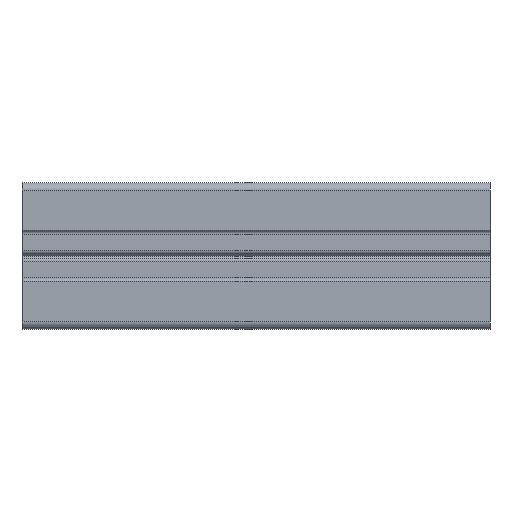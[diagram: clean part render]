
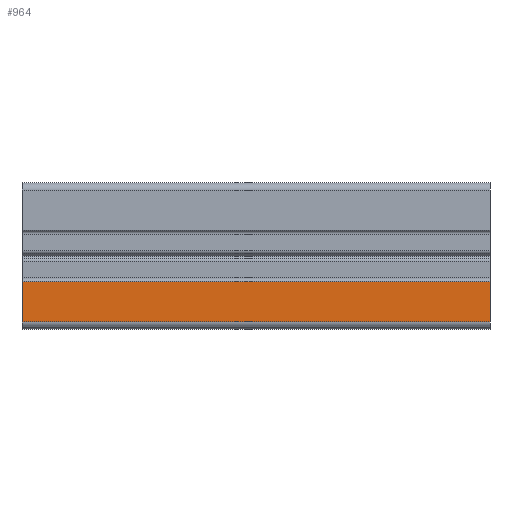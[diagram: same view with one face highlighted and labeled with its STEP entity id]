
A CAD part, left-side view. The second image highlights one B-rep face of the part: STEP entity #964.
In plain terms, the highlighted planar face has unit normal (-1, 0, 0).
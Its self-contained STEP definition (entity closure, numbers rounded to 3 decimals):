
#57 = DIRECTION ( 'NONE',  ( 0., 0., -1. ) ) ;
#72 = ORIENTED_EDGE ( 'NONE', *, *, #2688, .T. ) ;
#78 = CARTESIAN_POINT ( 'NONE',  ( 0., 0., -13.5 ) ) ;
#148 = VECTOR ( 'NONE', #1282, 1000. ) ;
#350 = CARTESIAN_POINT ( 'NONE',  ( 0., 0., 0. ) ) ;
#419 = EDGE_CURVE ( 'NONE', #2248, #1299, #3239, .T. ) ;
#443 = CARTESIAN_POINT ( 'NONE',  ( 0., 64., -13.5 ) ) ;
#614 = DIRECTION ( 'NONE',  ( 0., 0., 1. ) ) ;
#964 = ADVANCED_FACE ( 'NONE', ( #1630 ), #2913, .T. ) ;
#1000 = CARTESIAN_POINT ( 'NONE',  ( 0., 64., 0. ) ) ;
#1019 = VERTEX_POINT ( 'NONE', #1159 ) ;
#1101 = EDGE_CURVE ( 'NONE', #1019, #1299, #2443, .T. ) ;
#1159 = CARTESIAN_POINT ( 'NONE',  ( 0., 64., -19. ) ) ;
#1282 = DIRECTION ( 'NONE',  ( 0., 0., -1. ) ) ;
#1299 = VERTEX_POINT ( 'NONE', #1947 ) ;
#1432 = ORIENTED_EDGE ( 'NONE', *, *, #419, .F. ) ;
#1446 = DIRECTION ( 'NONE',  ( 0., -1., 0. ) ) ;
#1472 = CARTESIAN_POINT ( 'NONE',  ( 0., 64., -19. ) ) ;
#1568 = ORIENTED_EDGE ( 'NONE', *, *, #4022, .F. ) ;
#1592 = LINE ( 'NONE', #2876, #148 ) ;
#1630 = FACE_OUTER_BOUND ( 'NONE', #2157, .T. ) ;
#1947 = CARTESIAN_POINT ( 'NONE',  ( 0., 0., -19. ) ) ;
#2157 = EDGE_LOOP ( 'NONE', ( #72, #3064, #1432, #1568 ) ) ;
#2248 = VERTEX_POINT ( 'NONE', #78 ) ;
#2289 = DIRECTION ( 'NONE',  ( -1., 0., 0. ) ) ;
#2292 = AXIS2_PLACEMENT_3D ( 'NONE', #1000, #2289, #614 ) ;
#2389 = LINE ( 'NONE', #3316, #3835 ) ;
#2443 = LINE ( 'NONE', #1472, #3944 ) ;
#2452 = VERTEX_POINT ( 'NONE', #443 ) ;
#2688 = EDGE_CURVE ( 'NONE', #2452, #1019, #1592, .T. ) ;
#2876 = CARTESIAN_POINT ( 'NONE',  ( 0., 64., 0. ) ) ;
#2913 = PLANE ( 'NONE',  #2292 ) ;
#3064 = ORIENTED_EDGE ( 'NONE', *, *, #1101, .T. ) ;
#3239 = LINE ( 'NONE', #350, #4066 ) ;
#3316 = CARTESIAN_POINT ( 'NONE',  ( 0., 64., -13.5 ) ) ;
#3712 = DIRECTION ( 'NONE',  ( 0., -1., 0. ) ) ;
#3835 = VECTOR ( 'NONE', #1446, 1000. ) ;
#3944 = VECTOR ( 'NONE', #3712, 1000. ) ;
#4022 = EDGE_CURVE ( 'NONE', #2452, #2248, #2389, .T. ) ;
#4066 = VECTOR ( 'NONE', #57, 1000. ) ;
